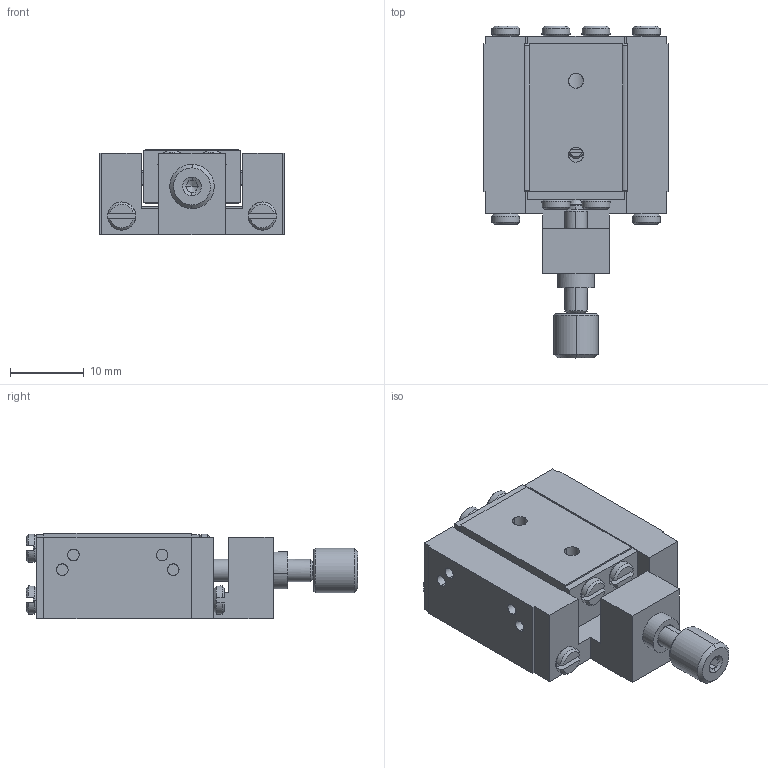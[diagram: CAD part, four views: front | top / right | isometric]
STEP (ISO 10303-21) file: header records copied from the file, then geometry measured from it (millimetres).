
FILE_DESCRIPTION(/* description */ (''),/* implementation_level */ '2;1');
FILE_NAME(/* name */ '02_SS-B',/* time_stamp */ '2025-04-14T16:38:17+03:00',/* author */ (''),/* organization */ (''),/* preprocessor_version */ 'ST-DEVELOPER v16.5',/* originating_system */ 'Rhino 7.34',/* authorisation */ '');
FILE_SCHEMA (('AUTOMOTIVE_DESIGN'));
Length unit declared in the file: millimetre
Products named in the file (1): Document
Bounding box: 25 x 44.88 x 11.5 mm (x, y, z)
Volume: 6221.9 mm3; surface area: 5875.3 mm2
Topology: 2 solids, 2 shells, 337 faces, 935 edges, 614 vertices
Faces by surface type: plane 158, cylinder 91, bspline 88
Entity records: 12044 total; most frequent: CARTESIAN_POINT 6279, ORIENTED_EDGE 1854, EDGE_CURVE 927, VERTEX_POINT 614, B_SPLINE_CURVE_WITH_KNOTS 476, EDGE_LOOP 391, ADVANCED_FACE 337, FACE_OUTER_BOUND 337
